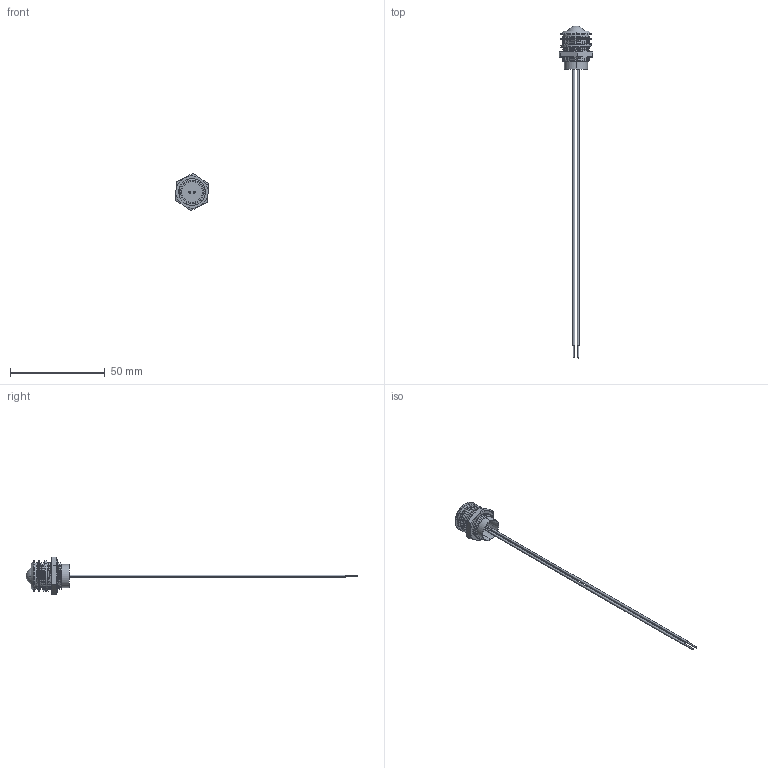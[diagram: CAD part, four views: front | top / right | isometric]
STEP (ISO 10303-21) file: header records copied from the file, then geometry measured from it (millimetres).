
FILE_DESCRIPTION (( 'STEP AP214' ), '1' );
FILE_NAME ('CL-1.STEP', '2019-04-30T18:21:07', ( 'user' ), ( 'Microsoft' ), 'SwSTEP 2.0', 'SolidWorks 2018', '' );
FILE_SCHEMA (( 'AUTOMOTIVE_DESIGN' ));
Length unit declared in the file: foot
Products named in the file (7): 21325- 24AWG WIRES; 21397-CL HOUSING; 21366-006; 21365-017; 21365-014; 21120-_10MM LED_SHORT LEAD(BOTH); CL-1
Assembly tree (7 placements, depth 2):
  CL-1
    21120-_10MM LED_SHORT LEAD(BOTH)
    21365-014
    21365-017
    21366-006
    21397-CL HOUSING
    21325- 24AWG WIRES  x2
Bounding box: 17.53 x 175.09 x 19.59 mm (x, y, z)
Volume: 2636.7 mm3; surface area: 5011 mm2
Topology: 7 solids, 7 shells, 128 faces, 299 edges, 193 vertices
Faces by surface type: cylinder 63, plane 38, cone 16, bspline 9, sphere 2
Entity records: 6863 total; most frequent: CARTESIAN_POINT 3749, ORIENTED_EDGE 558, DIRECTION 480, EDGE_CURVE 279, AXIS2_PLACEMENT_3D 191, VERTEX_POINT 181, EDGE_LOOP 132, FACE_OUTER_BOUND 118
